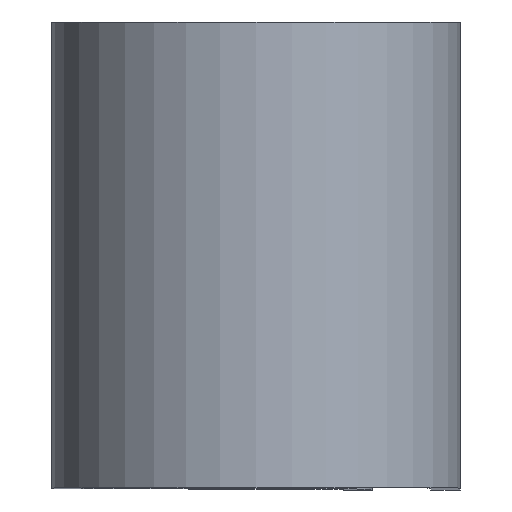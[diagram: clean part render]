
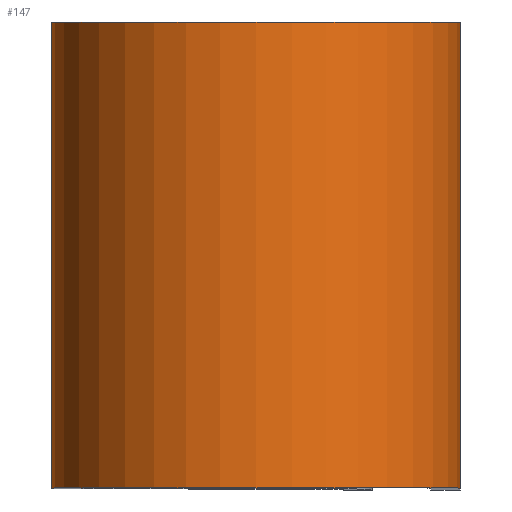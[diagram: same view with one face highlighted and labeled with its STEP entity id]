
A CAD part, top view. The second image highlights one B-rep face of the part: STEP entity #147.
In plain terms, the highlighted cylindrical face has radius 5.575 mm (diameter 11.151 mm), a partial arc.
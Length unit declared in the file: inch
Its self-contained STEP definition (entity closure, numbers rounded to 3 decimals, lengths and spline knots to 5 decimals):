
#35 = AXIS2_PLACEMENT_3D ( 'NONE', #549, #140, #605 ) ;
#60 = CARTESIAN_POINT ( 'NONE',  ( -0.2195, -0.25, 0.375 ) ) ;
#93 = CIRCLE ( 'NONE', #848, 0.2195 ) ;
#140 = DIRECTION ( 'NONE',  ( 0., 1., 0. ) ) ;
#147 = ADVANCED_FACE ( 'NONE', ( #552 ), #531, .T. ) ;
#155 = CARTESIAN_POINT ( 'NONE',  ( 0., 0.25, 0.375 ) ) ;
#158 = DIRECTION ( 'NONE',  ( 0., -1., 0. ) ) ;
#217 = DIRECTION ( 'NONE',  ( 1., 0., 0. ) ) ;
#250 = VECTOR ( 'NONE', #290, 39.37008 ) ;
#254 = EDGE_CURVE ( 'NONE', #772, #259, #655, .T. ) ;
#259 = VERTEX_POINT ( 'NONE', #350 ) ;
#287 = DIRECTION ( 'NONE',  ( 0., 1., 0. ) ) ;
#290 = DIRECTION ( 'NONE',  ( 0., -1., 0. ) ) ;
#307 = ORIENTED_EDGE ( 'NONE', *, *, #841, .T. ) ;
#315 = LINE ( 'NONE', #752, #250 ) ;
#321 = VECTOR ( 'NONE', #158, 39.37008 ) ;
#334 = EDGE_LOOP ( 'NONE', ( #346, #676, #477, #307 ) ) ;
#346 = ORIENTED_EDGE ( 'NONE', *, *, #254, .T. ) ;
#350 = CARTESIAN_POINT ( 'NONE',  ( 0.2195, -0.25, 0.375 ) ) ;
#354 = CARTESIAN_POINT ( 'NONE',  ( -0.2195, 0.25, 0.375 ) ) ;
#366 = CARTESIAN_POINT ( 'NONE',  ( 0.2195, 0.25, 0.375 ) ) ;
#462 = DIRECTION ( 'NONE',  ( 0., 0., -1. ) ) ;
#477 = ORIENTED_EDGE ( 'NONE', *, *, #480, .F. ) ;
#480 = EDGE_CURVE ( 'NONE', #517, #829, #93, .T. ) ;
#501 = LINE ( 'NONE', #366, #321 ) ;
#517 = VERTEX_POINT ( 'NONE', #354 ) ;
#531 = CYLINDRICAL_SURFACE ( 'NONE', #692, 0.2195 ) ;
#549 = CARTESIAN_POINT ( 'NONE',  ( 0., -0.25, 0.375 ) ) ;
#552 = FACE_OUTER_BOUND ( 'NONE', #334, .T. ) ;
#588 = EDGE_CURVE ( 'NONE', #829, #259, #501, .T. ) ;
#605 = DIRECTION ( 'NONE',  ( 1., 0., 0. ) ) ;
#615 = CARTESIAN_POINT ( 'NONE',  ( 0.2195, 0.25, 0.375 ) ) ;
#655 = CIRCLE ( 'NONE', #35, 0.2195 ) ;
#676 = ORIENTED_EDGE ( 'NONE', *, *, #588, .F. ) ;
#692 = AXIS2_PLACEMENT_3D ( 'NONE', #155, #856, #462 ) ;
#712 = CARTESIAN_POINT ( 'NONE',  ( 0., 0.25, 0.375 ) ) ;
#752 = CARTESIAN_POINT ( 'NONE',  ( -0.2195, 0.25, 0.375 ) ) ;
#772 = VERTEX_POINT ( 'NONE', #60 ) ;
#829 = VERTEX_POINT ( 'NONE', #615 ) ;
#841 = EDGE_CURVE ( 'NONE', #517, #772, #315, .T. ) ;
#848 = AXIS2_PLACEMENT_3D ( 'NONE', #712, #287, #217 ) ;
#856 = DIRECTION ( 'NONE',  ( 0., -1., 0. ) ) ;
